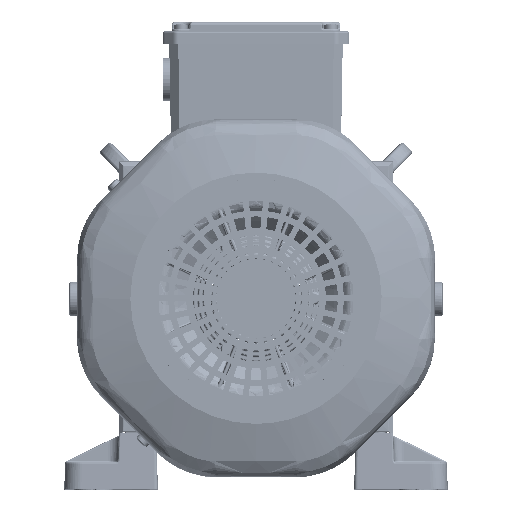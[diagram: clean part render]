
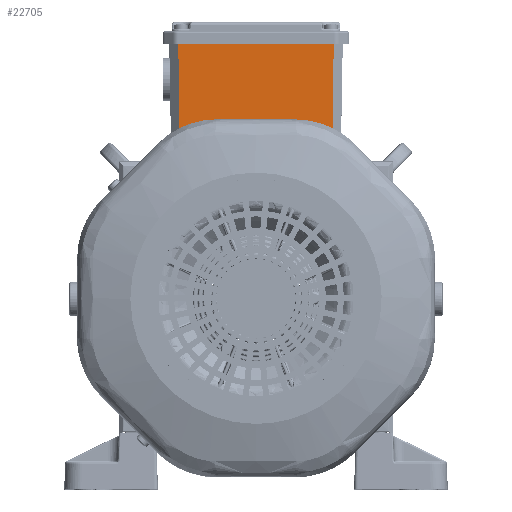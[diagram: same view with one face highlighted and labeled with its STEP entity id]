
A CAD part, top view. The second image highlights one B-rep face of the part: STEP entity #22705.
In plain terms, the highlighted planar face has unit normal (0, -0.018, 1).
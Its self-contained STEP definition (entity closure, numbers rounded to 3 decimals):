
#14585=FACE_OUTER_BOUND('',#42407,.T.);
#22705=ADVANCED_FACE('',(#14585),#24398,.T.);
#24398=PLANE('',#150433);
#42407=EDGE_LOOP('',(#84869,#84870,#84871,#84872));
#84869=ORIENTED_EDGE('',*,*,#123004,.T.);
#84870=ORIENTED_EDGE('',*,*,#123003,.F.);
#84871=ORIENTED_EDGE('',*,*,#123005,.F.);
#84872=ORIENTED_EDGE('',*,*,#123006,.T.);
#99803=VERTEX_POINT('',#304977);
#99806=VERTEX_POINT('',#304982);
#99807=VERTEX_POINT('',#304986);
#99808=VERTEX_POINT('',#304988);
#123003=EDGE_CURVE('',#99806,#99803,#130286,.T.);
#123004=EDGE_CURVE('',#99807,#99803,#130287,.T.);
#123005=EDGE_CURVE('',#99808,#99806,#130288,.T.);
#123006=EDGE_CURVE('',#99808,#99807,#130289,.T.);
#130286=LINE('',#304983,#137552);
#130287=LINE('',#304985,#137553);
#130288=LINE('',#304987,#137554);
#130289=LINE('',#304989,#137555);
#137552=VECTOR('',#183341,1.);
#137553=VECTOR('',#183344,1.);
#137554=VECTOR('',#183345,1.);
#137555=VECTOR('',#183346,1.);
#150433=AXIS2_PLACEMENT_3D('',#304990,#183347,#183348);
#183341=DIRECTION('',(-0.007,1.,0.017));
#183344=DIRECTION('',(-1.,0.,0.));
#183345=DIRECTION('',(-1.,0.,0.));
#183346=DIRECTION('',(0.007,1.,0.017));
#183347=DIRECTION('',(0.,-0.017,1.));
#183348=DIRECTION('',(0.,1.,0.017));
#304977=CARTESIAN_POINT('',(-45.548,149.5,75.408));
#304982=CARTESIAN_POINT('',(-45.172,97.5,74.5));
#304983=CARTESIAN_POINT('',(-45.172,97.5,74.5));
#304985=CARTESIAN_POINT('',(52.,149.5,75.408));
#304986=CARTESIAN_POINT('',(45.548,149.5,75.408));
#304987=CARTESIAN_POINT('',(45.172,97.5,74.5));
#304988=CARTESIAN_POINT('',(45.172,97.5,74.5));
#304989=CARTESIAN_POINT('',(45.172,97.5,74.5));
#304990=CARTESIAN_POINT('',(45.172,97.5,74.5));
